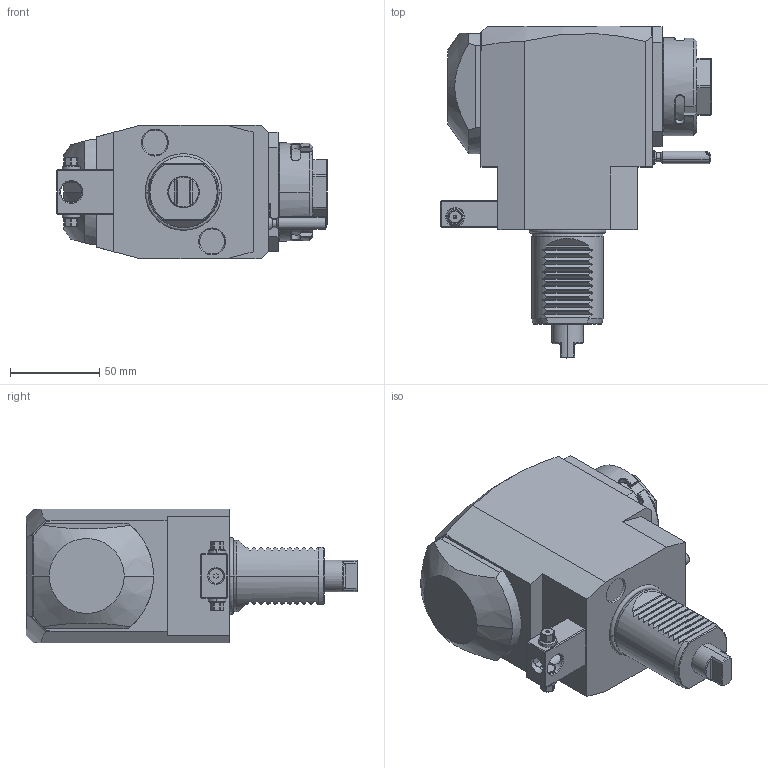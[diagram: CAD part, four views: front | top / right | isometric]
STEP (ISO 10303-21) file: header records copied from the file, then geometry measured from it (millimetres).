
FILE_DESCRIPTION((''),'2;1');
FILE_NAME('NGT1_40_225_32_1_3_80T','2024-10-24T',('vali'),('NOVA GRUP'),'PRO/ENGINEER BY PARAMETRIC TECHNOLOGY CORPORATION, 2010280','PRO/ENGINEER BY PARAMETRIC TECHNOLOGY CORPORATION, 2010280','');
FILE_SCHEMA(('CONFIG_CONTROL_DESIGN'));
Length unit declared in the file: millimetre
Products named in the file (1): NGT1_40_225_32_1_3_80T
Bounding box: 151.5 x 186 x 75 mm (x, y, z)
Volume: 951299 mm3; surface area: 71712.9 mm2
Topology: 1 solids, 2 shells, 399 faces, 1066 edges, 685 vertices
Faces by surface type: plane 228, cylinder 93, cone 66, bspline 6, torus 4, sphere 2
Entity records: 15561 total; most frequent: CARTESIAN_POINT 5947, ORIENTED_EDGE 2124, DIRECTION 1796, EDGE_CURVE 1062, VERTEX_POINT 685, AXIS2_PLACEMENT_3D 603, VECTOR 590, LINE 590
